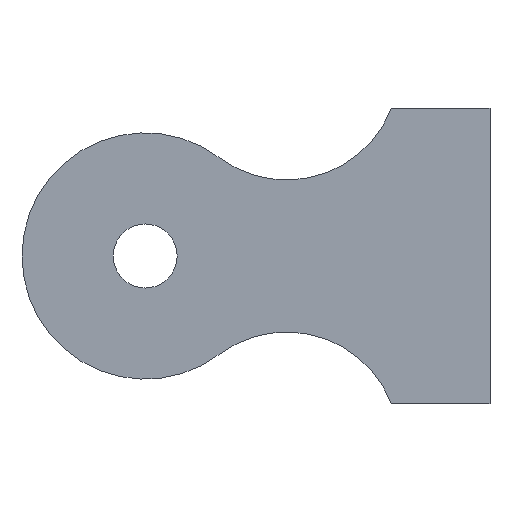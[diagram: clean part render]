
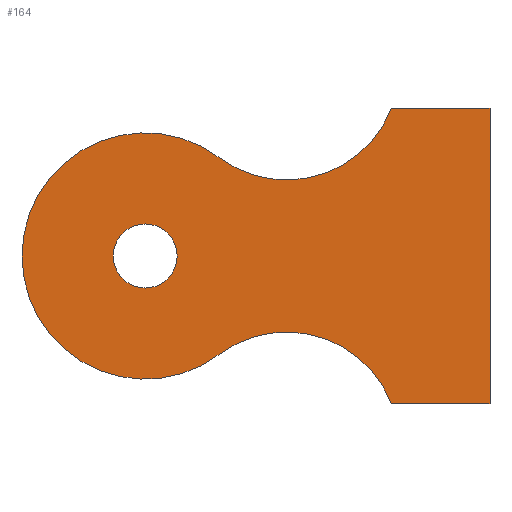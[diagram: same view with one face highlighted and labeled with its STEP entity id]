
A CAD part, left-side view. The second image highlights one B-rep face of the part: STEP entity #164.
In plain terms, the highlighted planar face has unit normal (-1, 0, 0).
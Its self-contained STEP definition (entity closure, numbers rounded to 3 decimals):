
#1=CARTESIAN_POINT('',(0.,0.,0.));
#2=DIRECTION('',(-1.,0.,0.));
#3=DIRECTION('',(0.,0.,-1.));
#4=AXIS2_PLACEMENT_3D('',#1,#2,#3);
#6=CARTESIAN_POINT('',(0.,0.,0.));
#7=DIRECTION('',(-1.,0.,0.));
#8=DIRECTION('',(0.,0.,1.));
#9=AXIS2_PLACEMENT_3D('',#6,#7,#8);
#11=DIRECTION('',(0.,1.,0.));
#12=VECTOR('',#11,20.);
#13=CARTESIAN_POINT('',(0.,-70.,-30.));
#14=LINE('',#13,#12);
#15=CARTESIAN_POINT('',(0.,-28.707,-38.276));
#16=DIRECTION('',(-1.,0.,0.));
#17=DIRECTION('',(0.,-0.932,0.362));
#18=AXIS2_PLACEMENT_3D('',#15,#16,#17);
#20=CARTESIAN_POINT('',(0.,0.,0.));
#21=DIRECTION('',(1.,0.,0.));
#22=DIRECTION('',(0.,-0.6,-0.8));
#23=AXIS2_PLACEMENT_3D('',#20,#21,#22);
#25=CARTESIAN_POINT('',(0.,-28.707,38.276));
#26=DIRECTION('',(-1.,0.,0.));
#27=DIRECTION('',(0.,0.6,-0.8));
#28=AXIS2_PLACEMENT_3D('',#25,#26,#27);
#30=DIRECTION('',(0.,-1.,0.));
#31=VECTOR('',#30,20.);
#32=CARTESIAN_POINT('',(0.,-50.,30.));
#33=LINE('',#32,#31);
#34=DIRECTION('',(0.,0.,-1.));
#35=VECTOR('',#34,60.);
#36=CARTESIAN_POINT('',(0.,-70.,30.));
#37=LINE('',#36,#35);
#107=CARTESIAN_POINT('',(0.,0.,-6.5));
#108=CARTESIAN_POINT('',(0.,0.,6.5));
#109=VERTEX_POINT('',#107);
#110=VERTEX_POINT('',#108);
#111=CARTESIAN_POINT('',(0.,-70.,-30.));
#112=CARTESIAN_POINT('',(0.,-50.,-30.));
#113=VERTEX_POINT('',#111);
#114=VERTEX_POINT('',#112);
#115=CARTESIAN_POINT('',(0.,-15.,-20.));
#116=VERTEX_POINT('',#115);
#117=CARTESIAN_POINT('',(0.,-15.,20.));
#118=VERTEX_POINT('',#117);
#119=CARTESIAN_POINT('',(0.,-50.,30.));
#120=VERTEX_POINT('',#119);
#121=CARTESIAN_POINT('',(0.,-70.,30.));
#122=VERTEX_POINT('',#121);
#139=CARTESIAN_POINT('',(0.,0.,0.));
#140=DIRECTION('',(1.,0.,0.));
#141=DIRECTION('',(0.,0.,-1.));
#142=AXIS2_PLACEMENT_3D('',#139,#140,#141);
#143=PLANE('',#142);
#145=ORIENTED_EDGE('',*,*,#144,.T.);
#147=ORIENTED_EDGE('',*,*,#146,.T.);
#149=ORIENTED_EDGE('',*,*,#148,.T.);
#151=ORIENTED_EDGE('',*,*,#150,.T.);
#153=ORIENTED_EDGE('',*,*,#152,.T.);
#155=ORIENTED_EDGE('',*,*,#154,.T.);
#156=EDGE_LOOP('',(#145,#147,#149,#151,#153,#155));
#157=FACE_OUTER_BOUND('',#156,.F.);
#159=ORIENTED_EDGE('',*,*,#158,.T.);
#161=ORIENTED_EDGE('',*,*,#160,.T.);
#162=EDGE_LOOP('',(#159,#161));
#163=FACE_BOUND('',#162,.F.);
#164=ADVANCED_FACE('',(#157,#163),#143,.F.);
#5=CIRCLE('',#4,6.5);
#10=CIRCLE('',#9,6.5);
#19=CIRCLE('',#18,22.845);
#24=CIRCLE('',#23,25.);
#29=CIRCLE('',#28,22.845);
#144=EDGE_CURVE('',#113,#114,#14,.T.);
#146=EDGE_CURVE('',#114,#116,#19,.T.);
#148=EDGE_CURVE('',#116,#118,#24,.T.);
#150=EDGE_CURVE('',#118,#120,#29,.T.);
#152=EDGE_CURVE('',#120,#122,#33,.T.);
#154=EDGE_CURVE('',#122,#113,#37,.T.);
#158=EDGE_CURVE('',#109,#110,#5,.T.);
#160=EDGE_CURVE('',#110,#109,#10,.T.);
